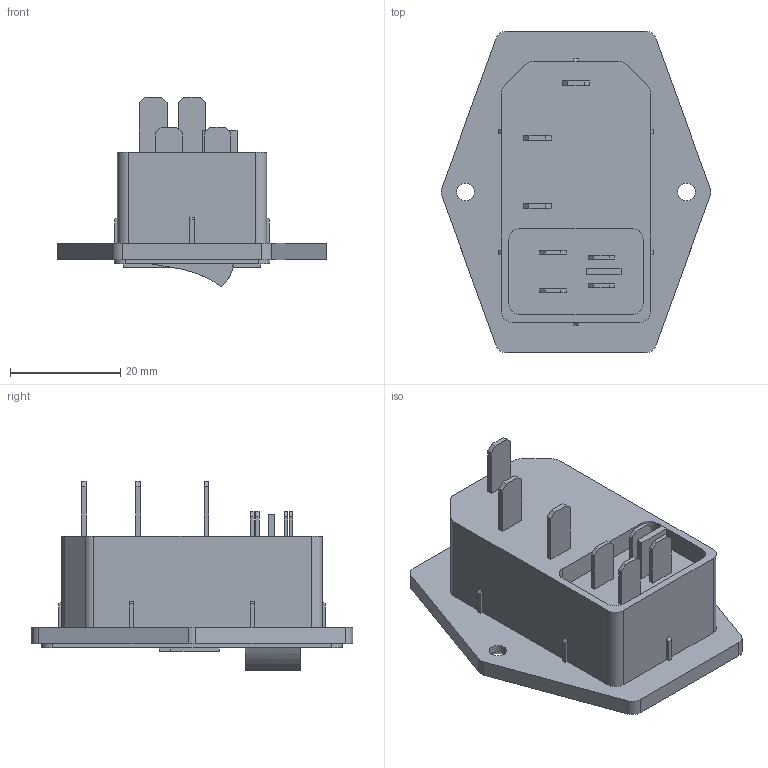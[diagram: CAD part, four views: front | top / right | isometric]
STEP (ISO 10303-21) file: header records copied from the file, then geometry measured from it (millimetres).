
FILE_DESCRIPTION (( 'STEP AP214' ), '1' );
FILE_NAME ('Inlet Module Plug Fuse Switch Male Power Socket 10A 250V 3 Pin IEC320 C14.STEP', '2015-04-29T21:44:49', ( '' ), ( '' ), 'SwSTEP 2.0', 'SolidWorks 2013', '' );
FILE_SCHEMA (( 'AUTOMOTIVE_DESIGN' ));
Length unit declared in the file: millimetre
Products named in the file (1): Inlet Module Plug Fuse Switch Male Power Socket 10A 250V 3 Pin IEC320 C14
Bounding box: 48.85 x 58.2 x 34.38 mm (x, y, z)
Volume: 20625.6 mm3; surface area: 10948.7 mm2
Topology: 1 solids, 1 shells, 184 faces, 488 edges, 324 vertices
Faces by surface type: plane 151, cylinder 27, cone 4, bspline 2
Entity records: 6502 total; most frequent: CARTESIAN_POINT 1019, ORIENTED_EDGE 976, DIRECTION 908, EDGE_CURVE 488, LINE 426, VECTOR 426, VERTEX_POINT 324, AXIS2_PLACEMENT_3D 241
